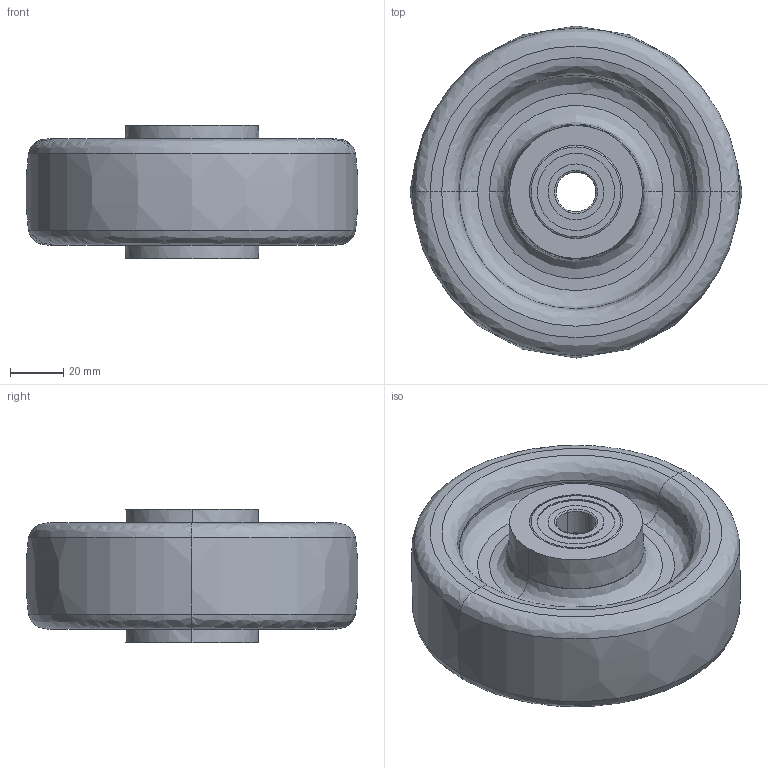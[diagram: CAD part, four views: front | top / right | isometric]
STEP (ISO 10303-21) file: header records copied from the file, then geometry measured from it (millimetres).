
FILE_DESCRIPTION (( 'STEP AP214' ), '1' );
FILE_NAME ('0022800.step', '2022-05-19T09:42:08', ( '' ), ( '' ), 'SwSTEP 2.0', 'SolidWorks 2020', '' );
FILE_SCHEMA (( 'AUTOMOTIVE_DESIGN' ));
Length unit declared in the file: millimetre
Products named in the file (1): 0022800
Bounding box: 124.77 x 124.77 x 50 mm (x, y, z)
Volume: 351186.2 mm3; surface area: 109000.8 mm2
Topology: 12 solids, 12 shells, 380 faces, 978 edges, 624 vertices
Faces by surface type: bspline 144, plane 90, cylinder 66, cone 44, torus 36
Entity records: 19625 total; most frequent: CARTESIAN_POINT 7025, ORIENTED_EDGE 1956, DIRECTION 1524, EDGE_CURVE 978, AXIS2_PLACEMENT_3D 651, VERTEX_POINT 624, CIRCLE 414, EDGE_LOOP 406
